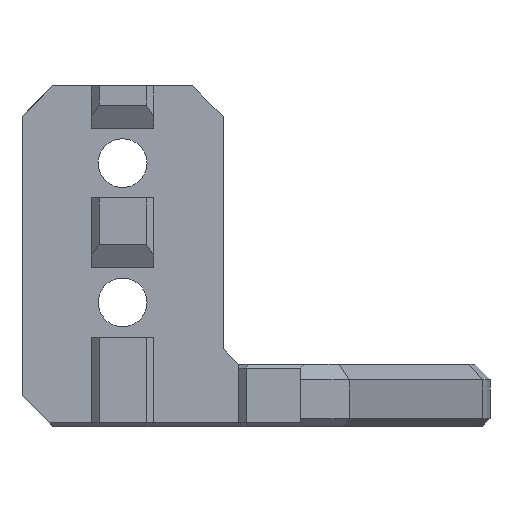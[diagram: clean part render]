
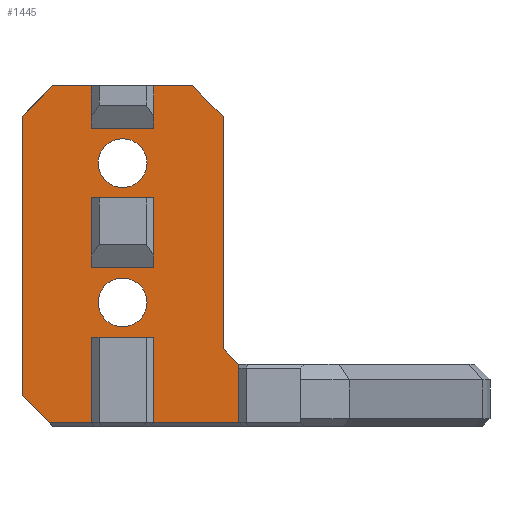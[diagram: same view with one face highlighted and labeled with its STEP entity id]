
A CAD part, left-side view. The second image highlights one B-rep face of the part: STEP entity #1445.
In plain terms, the highlighted planar face has unit normal (-1, 0, 0).
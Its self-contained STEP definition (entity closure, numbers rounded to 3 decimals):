
#25=FACE_BOUND('',#188,.T.);
#26=FACE_BOUND('',#189,.T.);
#27=FACE_BOUND('',#190,.T.);
#43=CIRCLE('',#1553,3.15);
#44=CIRCLE('',#1554,3.15);
#102=FACE_OUTER_BOUND('',#187,.T.);
#187=EDGE_LOOP('',(#1142,#1143,#1144,#1145,#1146,#1147,#1148,#1149,#1150,
#1151,#1152,#1153,#1154,#1155,#1156,#1157,#1158));
#188=EDGE_LOOP('',(#1159));
#189=EDGE_LOOP('',(#1160));
#190=EDGE_LOOP('',(#1161,#1162,#1163,#1164));
#263=LINE('',#2118,#443);
#266=LINE('',#2123,#446);
#268=LINE('',#2128,#448);
#274=LINE('',#2139,#454);
#303=LINE('',#2214,#483);
#319=LINE('',#2246,#499);
#340=LINE('',#2291,#520);
#346=LINE('',#2302,#526);
#349=LINE('',#2309,#529);
#350=LINE('',#2310,#530);
#351=LINE('',#2311,#531);
#352=LINE('',#2312,#532);
#353=LINE('',#2314,#533);
#354=LINE('',#2316,#534);
#355=LINE('',#2317,#535);
#356=LINE('',#2319,#536);
#357=LINE('',#2320,#537);
#358=LINE('',#2327,#538);
#359=LINE('',#2329,#539);
#360=LINE('',#2331,#540);
#361=LINE('',#2332,#541);
#443=VECTOR('',#1661,10.);
#446=VECTOR('',#1666,10.);
#448=VECTOR('',#1670,10.);
#454=VECTOR('',#1676,10.);
#483=VECTOR('',#1743,10.);
#499=VECTOR('',#1767,10.);
#520=VECTOR('',#1808,10.);
#526=VECTOR('',#1816,10.);
#529=VECTOR('',#1823,10.);
#530=VECTOR('',#1824,10.);
#531=VECTOR('',#1825,10.);
#532=VECTOR('',#1826,10.);
#533=VECTOR('',#1827,10.);
#534=VECTOR('',#1828,10.);
#535=VECTOR('',#1829,10.);
#536=VECTOR('',#1830,10.);
#537=VECTOR('',#1831,10.);
#538=VECTOR('',#1836,10.);
#539=VECTOR('',#1837,10.);
#540=VECTOR('',#1838,10.);
#541=VECTOR('',#1839,10.);
#622=VERTEX_POINT('',#2115);
#623=VERTEX_POINT('',#2117);
#624=VERTEX_POINT('',#2121);
#625=VERTEX_POINT('',#2125);
#626=VERTEX_POINT('',#2127);
#631=VERTEX_POINT('',#2137);
#646=VERTEX_POINT('',#2176);
#657=VERTEX_POINT('',#2212);
#658=VERTEX_POINT('',#2213);
#668=VERTEX_POINT('',#2238);
#670=VERTEX_POINT('',#2244);
#684=VERTEX_POINT('',#2290);
#688=VERTEX_POINT('',#2300);
#690=VERTEX_POINT('',#2308);
#691=VERTEX_POINT('',#2313);
#692=VERTEX_POINT('',#2315);
#693=VERTEX_POINT('',#2318);
#694=VERTEX_POINT('',#2321);
#695=VERTEX_POINT('',#2323);
#696=VERTEX_POINT('',#2325);
#697=VERTEX_POINT('',#2326);
#698=VERTEX_POINT('',#2328);
#699=VERTEX_POINT('',#2330);
#762=EDGE_CURVE('',#623,#622,#263,.T.);
#765=EDGE_CURVE('',#624,#622,#266,.T.);
#767=EDGE_CURVE('',#625,#626,#268,.T.);
#773=EDGE_CURVE('',#631,#624,#274,.T.);
#809=EDGE_CURVE('',#657,#658,#303,.T.);
#825=EDGE_CURVE('',#670,#668,#319,.T.);
#848=EDGE_CURVE('',#658,#684,#340,.T.);
#854=EDGE_CURVE('',#657,#688,#346,.T.);
#857=EDGE_CURVE('',#688,#690,#349,.T.);
#858=EDGE_CURVE('',#690,#668,#350,.T.);
#859=EDGE_CURVE('',#646,#670,#351,.T.);
#860=EDGE_CURVE('',#623,#646,#352,.T.);
#861=EDGE_CURVE('',#631,#691,#353,.T.);
#862=EDGE_CURVE('',#691,#692,#354,.T.);
#863=EDGE_CURVE('',#692,#626,#355,.T.);
#864=EDGE_CURVE('',#693,#625,#356,.T.);
#865=EDGE_CURVE('',#693,#684,#357,.T.);
#866=EDGE_CURVE('',#694,#694,#43,.T.);
#867=EDGE_CURVE('',#695,#695,#44,.T.);
#868=EDGE_CURVE('',#696,#697,#358,.T.);
#869=EDGE_CURVE('',#697,#698,#359,.T.);
#870=EDGE_CURVE('',#698,#699,#360,.T.);
#871=EDGE_CURVE('',#699,#696,#361,.T.);
#1142=ORIENTED_EDGE('',*,*,#809,.F.);
#1143=ORIENTED_EDGE('',*,*,#854,.T.);
#1144=ORIENTED_EDGE('',*,*,#857,.T.);
#1145=ORIENTED_EDGE('',*,*,#858,.T.);
#1146=ORIENTED_EDGE('',*,*,#825,.F.);
#1147=ORIENTED_EDGE('',*,*,#859,.F.);
#1148=ORIENTED_EDGE('',*,*,#860,.F.);
#1149=ORIENTED_EDGE('',*,*,#762,.T.);
#1150=ORIENTED_EDGE('',*,*,#765,.F.);
#1151=ORIENTED_EDGE('',*,*,#773,.F.);
#1152=ORIENTED_EDGE('',*,*,#861,.T.);
#1153=ORIENTED_EDGE('',*,*,#862,.T.);
#1154=ORIENTED_EDGE('',*,*,#863,.T.);
#1155=ORIENTED_EDGE('',*,*,#767,.F.);
#1156=ORIENTED_EDGE('',*,*,#864,.F.);
#1157=ORIENTED_EDGE('',*,*,#865,.T.);
#1158=ORIENTED_EDGE('',*,*,#848,.F.);
#1159=ORIENTED_EDGE('',*,*,#866,.T.);
#1160=ORIENTED_EDGE('',*,*,#867,.T.);
#1161=ORIENTED_EDGE('',*,*,#868,.T.);
#1162=ORIENTED_EDGE('',*,*,#869,.T.);
#1163=ORIENTED_EDGE('',*,*,#870,.T.);
#1164=ORIENTED_EDGE('',*,*,#871,.T.);
#1370=PLANE('',#1552);
#1445=ADVANCED_FACE('',(#102,#25,#26,#27),#1370,.T.);
#1552=AXIS2_PLACEMENT_3D('',#2307,#1821,#1822);
#1553=AXIS2_PLACEMENT_3D('',#2322,#1832,#1833);
#1554=AXIS2_PLACEMENT_3D('',#2324,#1834,#1835);
#1661=DIRECTION('',(0.,0.,1.));
#1666=DIRECTION('',(0.,-0.707,-0.707));
#1670=DIRECTION('',(0.,-1.,0.));
#1676=DIRECTION('',(0.,-1.,0.));
#1743=DIRECTION('',(0.,1.,0.));
#1767=DIRECTION('',(0.,1.,0.));
#1808=DIRECTION('',(0.,0.707,0.707));
#1816=DIRECTION('',(0.,0.,1.));
#1821=DIRECTION('center_axis',(-1.,0.,0.));
#1822=DIRECTION('ref_axis',(0.,1.,0.));
#1823=DIRECTION('',(0.,-1.,0.));
#1824=DIRECTION('',(0.,0.,-1.));
#1825=DIRECTION('',(0.,0.,-1.));
#1826=DIRECTION('',(0.,-0.707,-0.707));
#1827=DIRECTION('',(0.,0.,-1.));
#1828=DIRECTION('',(0.,1.,0.));
#1829=DIRECTION('',(0.,0.,1.));
#1830=DIRECTION('',(0.,-0.707,0.707));
#1831=DIRECTION('',(0.,0.,-1.));
#1832=DIRECTION('center_axis',(1.,0.,0.));
#1833=DIRECTION('ref_axis',(0.,-1.,0.));
#1834=DIRECTION('center_axis',(1.,0.,0.));
#1835=DIRECTION('ref_axis',(0.,-1.,0.));
#1836=DIRECTION('',(0.,0.,-1.));
#1837=DIRECTION('',(0.,1.,0.));
#1838=DIRECTION('',(0.,0.,1.));
#1839=DIRECTION('',(0.,-1.,0.));
#2115=CARTESIAN_POINT('',(-41.5,23.5,40.));
#2117=CARTESIAN_POINT('',(-41.5,23.5,10.));
#2118=CARTESIAN_POINT('',(-41.5,23.5,8.));
#2121=CARTESIAN_POINT('',(-41.5,27.5,44.));
#2123=CARTESIAN_POINT('',(-41.5,16.,32.5));
#2125=CARTESIAN_POINT('',(-41.5,45.5,44.));
#2127=CARTESIAN_POINT('',(-41.5,40.55,44.));
#2128=CARTESIAN_POINT('',(-41.5,21.5,44.));
#2137=CARTESIAN_POINT('',(-41.5,32.45,44.));
#2139=CARTESIAN_POINT('',(-41.5,21.5,44.));
#2176=CARTESIAN_POINT('',(-41.5,21.5,8.));
#2212=CARTESIAN_POINT('',(-41.5,40.55,0.5));
#2213=CARTESIAN_POINT('',(-41.5,46.,0.5));
#2214=CARTESIAN_POINT('',(-41.5,20.375,0.5));
#2238=CARTESIAN_POINT('',(-41.5,32.45,0.5));
#2244=CARTESIAN_POINT('',(-41.5,21.5,0.5));
#2246=CARTESIAN_POINT('',(-41.5,20.375,0.5));
#2290=CARTESIAN_POINT('',(-41.5,49.5,4.));
#2291=CARTESIAN_POINT('',(-41.5,42.5,-3.));
#2300=CARTESIAN_POINT('',(-41.5,40.55,11.5));
#2302=CARTESIAN_POINT('',(-41.5,40.55,9.75));
#2307=CARTESIAN_POINT('Origin',(-41.5,21.5,8.));
#2308=CARTESIAN_POINT('',(-41.5,32.45,11.5));
#2309=CARTESIAN_POINT('',(-41.5,26.975,11.5));
#2310=CARTESIAN_POINT('',(-41.5,32.45,4.));
#2311=CARTESIAN_POINT('',(-41.5,21.5,8.));
#2312=CARTESIAN_POINT('',(-41.5,22.,8.5));
#2313=CARTESIAN_POINT('',(-41.5,32.45,38.5));
#2314=CARTESIAN_POINT('',(-41.5,32.45,23.25));
#2315=CARTESIAN_POINT('',(-41.5,40.55,38.5));
#2316=CARTESIAN_POINT('',(-41.5,31.025,38.5));
#2317=CARTESIAN_POINT('',(-41.5,40.55,26.));
#2318=CARTESIAN_POINT('',(-41.5,49.5,40.));
#2319=CARTESIAN_POINT('',(-41.5,49.5,40.));
#2320=CARTESIAN_POINT('',(-41.5,49.5,8.));
#2321=CARTESIAN_POINT('',(-41.5,39.65,34.));
#2322=CARTESIAN_POINT('Origin',(-41.5,36.5,34.));
#2323=CARTESIAN_POINT('',(-41.5,39.65,16.));
#2324=CARTESIAN_POINT('Origin',(-41.5,36.5,16.));
#2325=CARTESIAN_POINT('',(-41.5,32.45,29.5));
#2326=CARTESIAN_POINT('',(-41.5,32.45,20.5));
#2327=CARTESIAN_POINT('',(-41.5,32.45,14.25));
#2328=CARTESIAN_POINT('',(-41.5,40.55,20.5));
#2329=CARTESIAN_POINT('',(-41.5,31.025,20.5));
#2330=CARTESIAN_POINT('',(-41.5,40.55,29.5));
#2331=CARTESIAN_POINT('',(-41.5,40.55,18.75));
#2332=CARTESIAN_POINT('',(-41.5,26.975,29.5));
